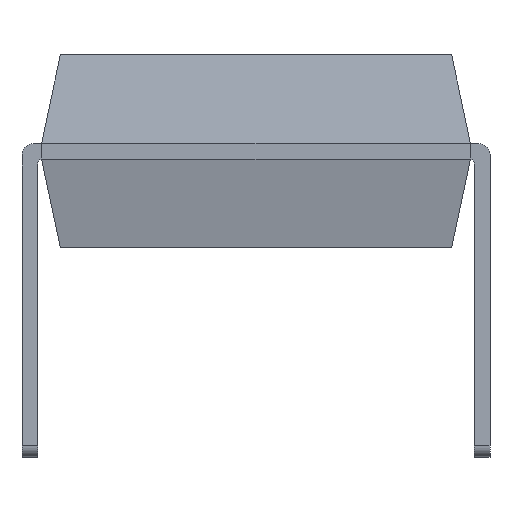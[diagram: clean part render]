
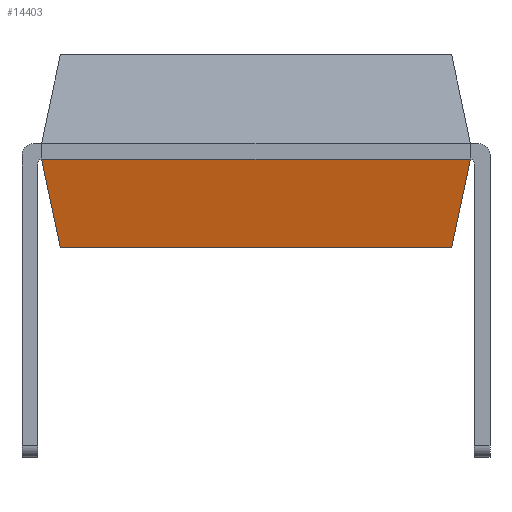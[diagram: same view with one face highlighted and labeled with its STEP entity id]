
A CAD part, front view. The second image highlights one B-rep face of the part: STEP entity #14403.
In plain terms, the highlighted planar face has unit normal (0, -0.978, -0.208).
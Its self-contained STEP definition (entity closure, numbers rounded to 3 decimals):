
#927=FACE_OUTER_BOUND('',#1737,.T.);
#1737=EDGE_LOOP('',(#10546,#10547,#10548,#10549));
#2767=LINE('',#22688,#4341);
#2772=LINE('',#22699,#4346);
#2774=LINE('',#22702,#4348);
#2775=LINE('',#22703,#4349);
#4341=VECTOR('',#16831,10.);
#4346=VECTOR('',#16840,10.);
#4348=VECTOR('',#16844,10.);
#4349=VECTOR('',#16845,10.);
#6087=VERTEX_POINT('',#22681);
#6090=VERTEX_POINT('',#22686);
#6093=VERTEX_POINT('',#22696);
#6094=VERTEX_POINT('',#22698);
#7729=EDGE_CURVE('',#6090,#6087,#2767,.T.);
#7734=EDGE_CURVE('',#6094,#6093,#2772,.T.);
#7736=EDGE_CURVE('',#6093,#6087,#2774,.T.);
#7737=EDGE_CURVE('',#6090,#6094,#2775,.T.);
#10546=ORIENTED_EDGE('',*,*,#7736,.T.);
#10547=ORIENTED_EDGE('',*,*,#7729,.F.);
#10548=ORIENTED_EDGE('',*,*,#7737,.T.);
#10549=ORIENTED_EDGE('',*,*,#7734,.T.);
#13505=PLANE('',#15143);
#14403=ADVANCED_FACE('',(#927),#13505,.T.);
#15143=AXIS2_PLACEMENT_3D('',#22701,#16842,#16843);
#16831=DIRECTION('',(-0.204,0.204,-0.958));
#16840=DIRECTION('',(0.204,0.204,-0.958));
#16842=DIRECTION('center_axis',(0.,-0.978,-0.208));
#16843=DIRECTION('ref_axis',(-1.,0.,0.));
#16844=DIRECTION('',(1.,0.,0.));
#16845=DIRECTION('',(-1.,0.,0.));
#22681=CARTESIAN_POINT('',(7.428,-33.883,0.36));
#22686=CARTESIAN_POINT('',(7.755,-34.21,1.9));
#22688=CARTESIAN_POINT('',(7.601,-34.056,1.174));
#22696=CARTESIAN_POINT('',(0.632,-33.883,0.36));
#22698=CARTESIAN_POINT('',(0.305,-34.21,1.9));
#22699=CARTESIAN_POINT('',(1.038,-33.477,-1.55));
#22701=CARTESIAN_POINT('Origin',(0.305,-34.21,1.9));
#22702=CARTESIAN_POINT('',(7.755,-33.883,0.36));
#22703=CARTESIAN_POINT('',(7.755,-34.21,1.9));
